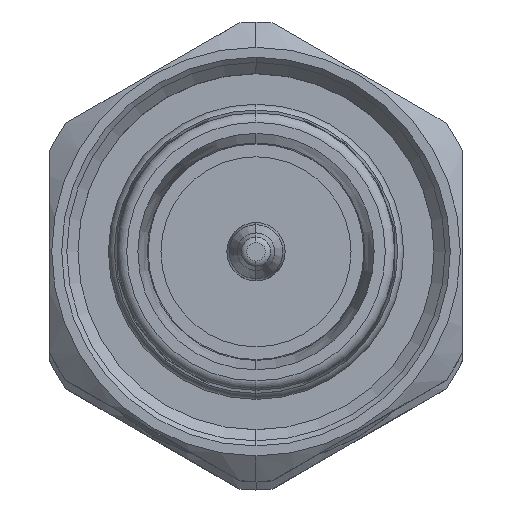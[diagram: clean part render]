
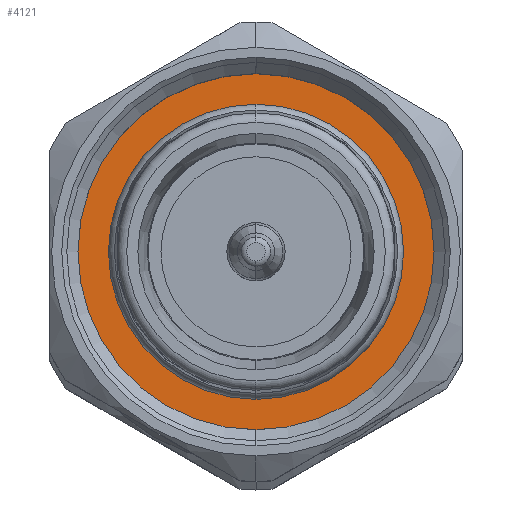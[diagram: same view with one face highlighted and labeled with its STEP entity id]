
A CAD part, top view. The second image highlights one B-rep face of the part: STEP entity #4121.
In plain terms, the highlighted face is planar.
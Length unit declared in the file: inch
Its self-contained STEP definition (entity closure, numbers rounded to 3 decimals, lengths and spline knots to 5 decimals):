
#236 = CARTESIAN_POINT ( 'NONE',  ( 0.33143, -0.37364, 0. ) ) ;
#534 = CARTESIAN_POINT ( 'NONE',  ( 0.33143, -0.29729, 0. ) ) ;
#617 = DIRECTION ( 'NONE',  ( 0., -1., 0. ) ) ;
#737 = AXIS2_PLACEMENT_3D ( 'NONE', #4751, #4311, #617 ) ;
#1014 = FACE_OUTER_BOUND ( 'NONE', #4679, .T. ) ;
#1088 = EDGE_CURVE ( 'NONE', #3028, #1690, #3139, .T. ) ;
#1091 = CARTESIAN_POINT ( 'NONE',  ( 0.33143, 0., 0. ) ) ;
#1690 = VERTEX_POINT ( 'NONE', #534 ) ;
#1846 = CARTESIAN_POINT ( 'NONE',  ( 0.33143, 0.29729, 0. ) ) ;
#1968 = ORIENTED_EDGE ( 'NONE', *, *, #3535, .T. ) ;
#1976 = CARTESIAN_POINT ( 'NONE',  ( 0.33143, 0.37364, 0. ) ) ;
#2008 = DIRECTION ( 'NONE',  ( 0., -1., 0. ) ) ;
#2056 = DIRECTION ( 'NONE',  ( 0., 1., 0. ) ) ;
#2176 = DIRECTION ( 'NONE',  ( 1., 0., 0. ) ) ;
#2453 = AXIS2_PLACEMENT_3D ( 'NONE', #1091, #2978, #3336 ) ;
#2468 = ORIENTED_EDGE ( 'NONE', *, *, #4266, .T. ) ;
#2527 = ORIENTED_EDGE ( 'NONE', *, *, #1088, .F. ) ;
#2905 = PLANE ( 'NONE',  #5944 ) ;
#2913 = CIRCLE ( 'NONE', #4106, 0.37364 ) ;
#2978 = DIRECTION ( 'NONE',  ( -1., 0., 0. ) ) ;
#3028 = VERTEX_POINT ( 'NONE', #1846 ) ;
#3052 = ORIENTED_EDGE ( 'NONE', *, *, #5015, .F. ) ;
#3118 = CIRCLE ( 'NONE', #737, 0.29729 ) ;
#3139 = CIRCLE ( 'NONE', #2453, 0.29729 ) ;
#3336 = DIRECTION ( 'NONE',  ( 0., -1., 0. ) ) ;
#3480 = CARTESIAN_POINT ( 'NONE',  ( 0.33143, 0., 0. ) ) ;
#3535 = EDGE_CURVE ( 'NONE', #5909, #4948, #2913, .T. ) ;
#3858 = CARTESIAN_POINT ( 'NONE',  ( 0.33143, 0.37364, 0. ) ) ;
#4106 = AXIS2_PLACEMENT_3D ( 'NONE', #4309, #5214, #2008 ) ;
#4121 = ADVANCED_FACE ( 'NONE', ( #4744, #1014 ), #2905, .F. ) ;
#4266 = EDGE_CURVE ( 'NONE', #4948, #5909, #5361, .T. ) ;
#4279 = AXIS2_PLACEMENT_3D ( 'NONE', #3480, #4881, #5983 ) ;
#4309 = CARTESIAN_POINT ( 'NONE',  ( 0.33143, 0., 0. ) ) ;
#4311 = DIRECTION ( 'NONE',  ( -1., 0., 0. ) ) ;
#4679 = EDGE_LOOP ( 'NONE', ( #1968, #2468 ) ) ;
#4744 = FACE_BOUND ( 'NONE', #5924, .T. ) ;
#4751 = CARTESIAN_POINT ( 'NONE',  ( 0.33143, 0., 0. ) ) ;
#4881 = DIRECTION ( 'NONE',  ( -1., 0., 0. ) ) ;
#4948 = VERTEX_POINT ( 'NONE', #3858 ) ;
#5015 = EDGE_CURVE ( 'NONE', #1690, #3028, #3118, .T. ) ;
#5214 = DIRECTION ( 'NONE',  ( -1., 0., 0. ) ) ;
#5361 = CIRCLE ( 'NONE', #4279, 0.37364 ) ;
#5909 = VERTEX_POINT ( 'NONE', #236 ) ;
#5924 = EDGE_LOOP ( 'NONE', ( #3052, #2527 ) ) ;
#5944 = AXIS2_PLACEMENT_3D ( 'NONE', #1976, #2176, #2056 ) ;
#5983 = DIRECTION ( 'NONE',  ( 0., -1., 0. ) ) ;
